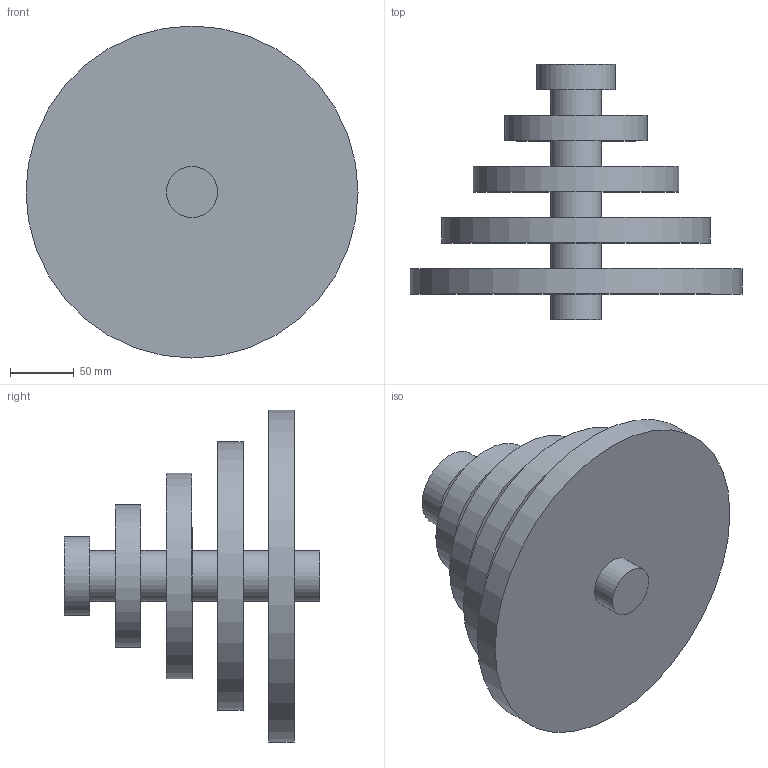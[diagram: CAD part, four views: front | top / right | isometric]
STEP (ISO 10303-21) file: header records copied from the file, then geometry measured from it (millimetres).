
FILE_DESCRIPTION(('FreeCAD Model'),'2;1');
FILE_NAME('Open CASCADE Shape Model','2021-11-20T12:21:33',('Author'),( ''),'Open CASCADE STEP processor 7.5','FreeCAD','Unknown');
FILE_SCHEMA(('AUTOMOTIVE_DESIGN { 1 0 10303 214 1 1 1 1 }'));
Length unit declared in the file: millimetre
Products named in the file (1): Revolution
Bounding box: 260 x 200 x 260 mm (x, y, z)
Volume: 2545544.9 mm3; surface area: 295066.1 mm2
Topology: 1 solids, 1 shells, 21 faces, 30 edges, 20 vertices
Faces by surface type: plane 11, cylinder 10
Full cylindrical faces by diameter (mm): 40 x5, 61.905 x1, 111.429 x1, 160.952 x1, 210.476 x1, 260 x1
Entity records: 876 total; most frequent: DIRECTION 154, CARTESIAN_POINT 132, ORIENTED_EDGE 60, PCURVE 60, DEFINITIONAL_REPRESENTATION 60, LINE 50, VECTOR 50, AXIS2_PLACEMENT_3D 42
